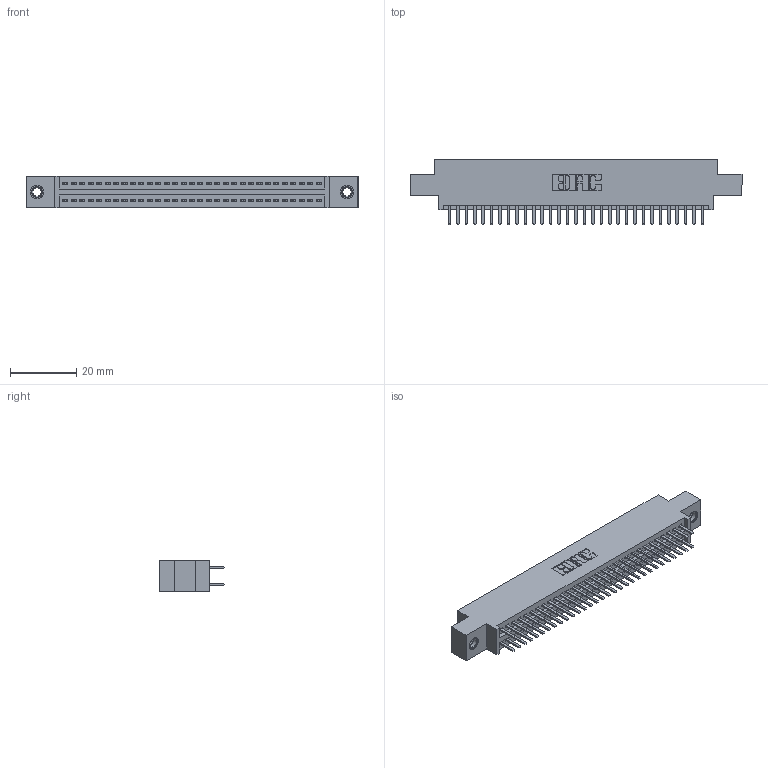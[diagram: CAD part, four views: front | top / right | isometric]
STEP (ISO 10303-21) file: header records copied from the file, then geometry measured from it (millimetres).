
FILE_DESCRIPTION (( 'STEP AP203' ), '1' );
FILE_NAME ('345-062-520-807.STEP', '2018-09-27T11:49:45', ( '' ), ( '' ), 'SwSTEP 2.0', 'SolidWorks 2016', '' );
FILE_SCHEMA (( 'CONFIG_CONTROL_DESIGN' ));
Length unit declared in the file: inch
Products named in the file (4): 345-062-520-807; 345-292-001_345-293-120; 345 Part_0.170 Offset - 0.156 Dia-TI; 345-250-001_345-250-005-103
Assembly tree (65 placements, depth 2):
  345-062-520-807
    345 Part_0.170 Offset - 0.156 Dia-TI
    345-292-001_345-293-120  x62
    345-250-001_345-250-005-103  x2
Bounding box: 99.95 x 19.68 x 9.4 mm (x, y, z)
Volume: 9452.9 mm3; surface area: 13873.3 mm2
Topology: 65 solids, 65 shells, 3538 faces, 10223 edges, 6642 vertices
Faces by surface type: plane 2286, cylinder 1236, cone 12, torus 4
Entity records: 27236 total; most frequent: CARTESIAN_POINT 4571, ORIENTED_EDGE 4486, DIRECTION 4057, EDGE_CURVE 2243, VECTOR 1963, LINE 1963, VERTEX_POINT 1488, AXIS2_PLACEMENT_3D 1047
